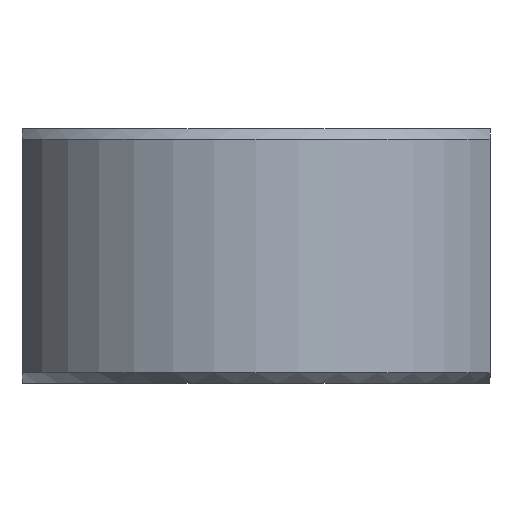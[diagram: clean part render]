
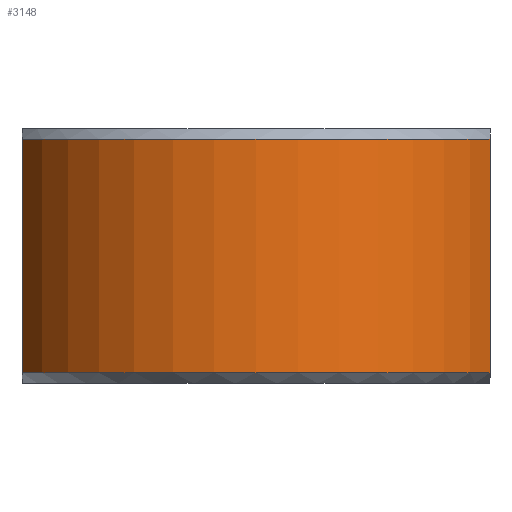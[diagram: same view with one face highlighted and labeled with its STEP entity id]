
A CAD part, front view. The second image highlights one B-rep face of the part: STEP entity #3148.
In plain terms, the highlighted cylindrical face has radius 75 mm (diameter 150 mm), a partial arc.
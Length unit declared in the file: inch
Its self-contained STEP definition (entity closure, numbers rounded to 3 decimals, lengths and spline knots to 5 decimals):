
#777 = CARTESIAN_POINT ( 'NONE',  ( -2.712, -1.16783, -1.35138 ) ) ;
#870 = CARTESIAN_POINT ( 'NONE',  ( -2.712, -1.16783, 1.35138 ) ) ;
#871 = DIRECTION ( 'NONE',  ( 0., 0., 1. ) ) ;
#911 = LINE ( 'NONE', #918, #917 ) ;
#917 = VECTOR ( 'NONE', #871, 39.37008 ) ;
#918 = CARTESIAN_POINT ( 'NONE',  ( -2.712, -1.16783, -1.47638 ) ) ;
#1570 = CYLINDRICAL_SURFACE ( 'NONE', #1695, 2.95276 ) ;
#1582 = LINE ( 'NONE', #1594, #1671 ) ;
#1594 = CARTESIAN_POINT ( 'NONE',  ( 2.712, -1.16783, -1.47638 ) ) ;
#1595 = DIRECTION ( 'NONE',  ( -1., 0., 0. ) ) ;
#1596 = DIRECTION ( 'NONE',  ( 0., 0., -1. ) ) ;
#1605 = FACE_OUTER_BOUND ( 'NONE', #2813, .T. ) ;
#1625 = CARTESIAN_POINT ( 'NONE',  ( 0., 0., -1.35138 ) ) ;
#1660 = DIRECTION ( 'NONE',  ( 1., 0., 0. ) ) ;
#1661 = DIRECTION ( 'NONE',  ( 0., 0., 1. ) ) ;
#1662 = AXIS2_PLACEMENT_3D ( 'NONE', #1625, #1661, #1660 ) ;
#1663 = CIRCLE ( 'NONE', #1662, 2.95276 ) ;
#1670 = DIRECTION ( 'NONE',  ( 0., 0., 1. ) ) ;
#1671 = VECTOR ( 'NONE', #1670, 39.37008 ) ;
#1694 = CARTESIAN_POINT ( 'NONE',  ( 0., 0., 1.47638 ) ) ;
#1695 = AXIS2_PLACEMENT_3D ( 'NONE', #1694, #1596, #1595 ) ;
#1705 = CARTESIAN_POINT ( 'NONE',  ( 2.712, -1.16783, -1.35138 ) ) ;
#1708 = CARTESIAN_POINT ( 'NONE',  ( 2.712, -1.16783, 1.35138 ) ) ;
#1719 = DIRECTION ( 'NONE',  ( 1., 0., 0. ) ) ;
#1773 = DIRECTION ( 'NONE',  ( 0., 0., -1. ) ) ;
#1774 = CARTESIAN_POINT ( 'NONE',  ( 0., 0., 1.35138 ) ) ;
#1775 = AXIS2_PLACEMENT_3D ( 'NONE', #1774, #1773, #1719 ) ;
#1780 = CIRCLE ( 'NONE', #1775, 2.95276 ) ;
#2797 = VERTEX_POINT ( 'NONE', #777 ) ;
#2813 = EDGE_LOOP ( 'NONE', ( #3141, #3291, #3234, #3345 ) ) ;
#2903 = EDGE_CURVE ( 'NONE', #2797, #2904, #911, .T. ) ;
#2904 = VERTEX_POINT ( 'NONE', #870 ) ;
#3103 = VERTEX_POINT ( 'NONE', #1708 ) ;
#3138 = EDGE_CURVE ( 'NONE', #2797, #3170, #1663, .T. ) ;
#3141 = ORIENTED_EDGE ( 'NONE', *, *, #3138, .T. ) ;
#3148 = ADVANCED_FACE ( 'NONE', ( #1605 ), #1570, .T. ) ;
#3152 = EDGE_CURVE ( 'NONE', #3170, #3103, #1582, .T. ) ;
#3170 = VERTEX_POINT ( 'NONE', #1705 ) ;
#3205 = EDGE_CURVE ( 'NONE', #3103, #2904, #1780, .T. ) ;
#3234 = ORIENTED_EDGE ( 'NONE', *, *, #3205, .T. ) ;
#3291 = ORIENTED_EDGE ( 'NONE', *, *, #3152, .T. ) ;
#3345 = ORIENTED_EDGE ( 'NONE', *, *, #2903, .F. ) ;
